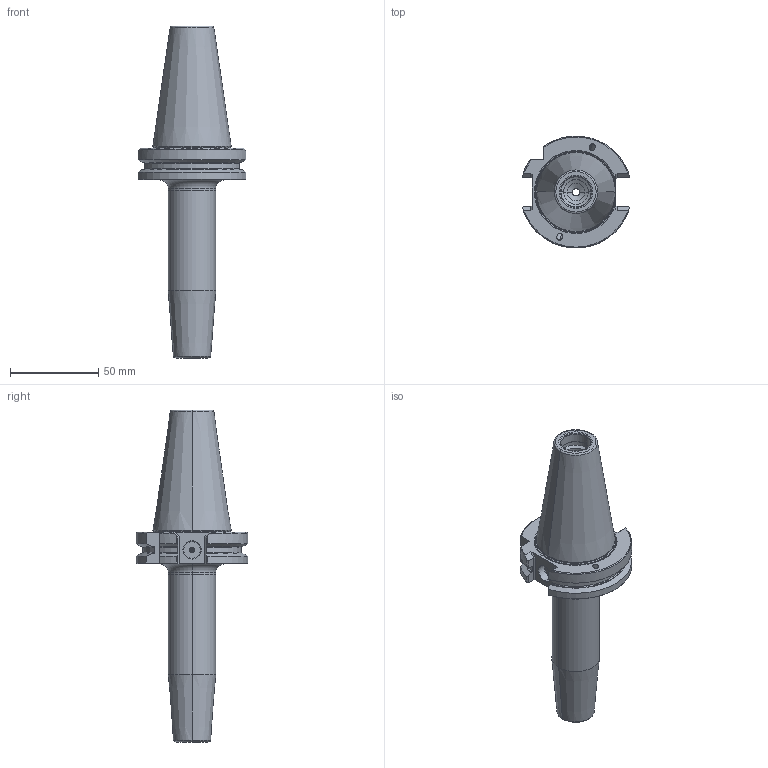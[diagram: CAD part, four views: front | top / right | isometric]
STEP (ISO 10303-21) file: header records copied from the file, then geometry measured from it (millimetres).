
FILE_DESCRIPTION(('no description'),'unknown implementation level');
FILE_NAME('F177BAEF-B959-43E0-A871-FA8D54CC87F1_export.stp',' ',('CIMSOURCE GmbH'),('CADClick - KiM GmbH - www.kimweb.de'),'unknown preprocess','ACIS','unknown authorization');
FILE_SCHEMA(('automotive_design'));
Length unit declared in the file: millimetre
Products named in the file (1): NONE
Bounding box: 60.95 x 63.34 x 188.25 mm (x, y, z)
Volume: 149910.7 mm3; surface area: 31868.5 mm2
Topology: 1 solids, 1 shells, 194 faces, 467 edges, 284 vertices
Faces by surface type: cylinder 63, plane 53, cone 48, torus 30
Entity records: 11132 total; most frequent: CARTESIAN_POINT 1337, DIRECTION 966, STYLED_ITEM 944, PRESENTATION_STYLE_ASSIGNMENT 944, COLOUR_RGB 944, ORIENTED_EDGE 930, EDGE_CURVE 465, CURVE_STYLE 465
